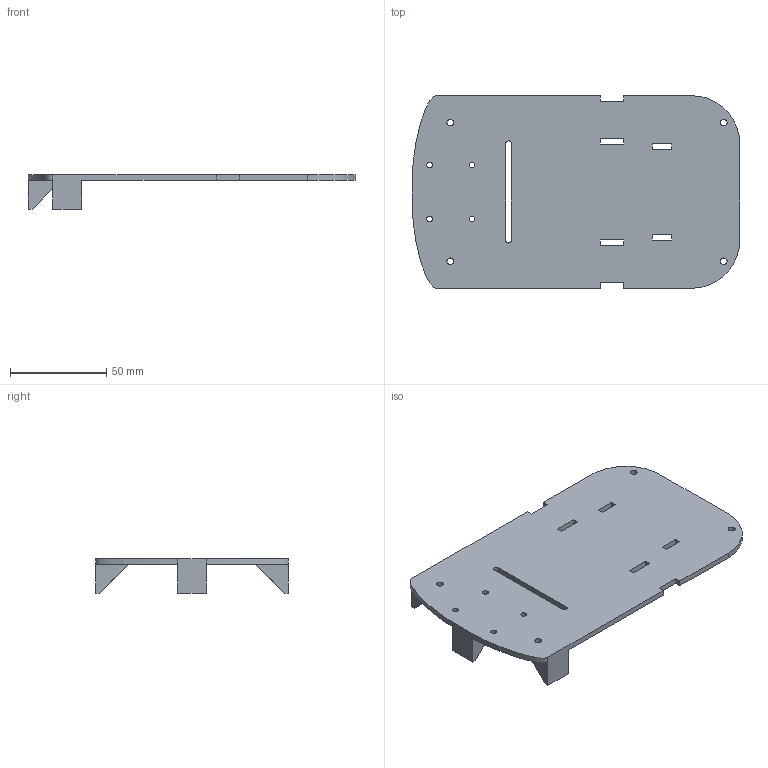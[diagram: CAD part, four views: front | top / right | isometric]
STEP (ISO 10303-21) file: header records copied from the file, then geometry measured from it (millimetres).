
FILE_DESCRIPTION(/* description */ ('STEP AP242','CAx-IF Rec.Pracs.---Representation and Presentation of Product Manufacturing Information (PMI)---4.0---2014-10-13','CAx-IF Rec.Pracs.---3D Tessellated Geometry---0.4---2014-09-14','2;1'),/* implementation_level */ '2;1');
FILE_NAME(/* name */ '64b17f9d9285b05be8d3b0d8',/* time_stamp */ '2023-07-14T17:02:22Z',/* author */ (''),/* organization */ (''),/* preprocessor_version */ 'ST-DEVELOPER v19.4',/* originating_system */ ' ',/* authorisation */ ' ');
FILE_SCHEMA (('AP242_MANAGED_MODEL_BASED_3D_ENGINEERING_MIM_LF { 1 0 10303 442 1 1 4 }'));
Length unit declared in the file: metre
Products named in the file (1): Part 1
Bounding box: 170 x 100 x 18 mm (x, y, z)
Volume: 54225 mm3; surface area: 36387.4 mm2
Topology: 1 solids, 1 shells, 60 faces, 170 edges, 112 vertices
Faces by surface type: plane 44, cylinder 14, bspline 2
Full cylindrical faces by diameter (mm): 3 x4, 3.5 x4
Entity records: 1976 total; most frequent: CARTESIAN_POINT 361, ORIENTED_EDGE 324, DIRECTION 304, EDGE_CURVE 162, LINE 130, VECTOR 130, VERTEX_POINT 112, EDGE_LOOP 94
